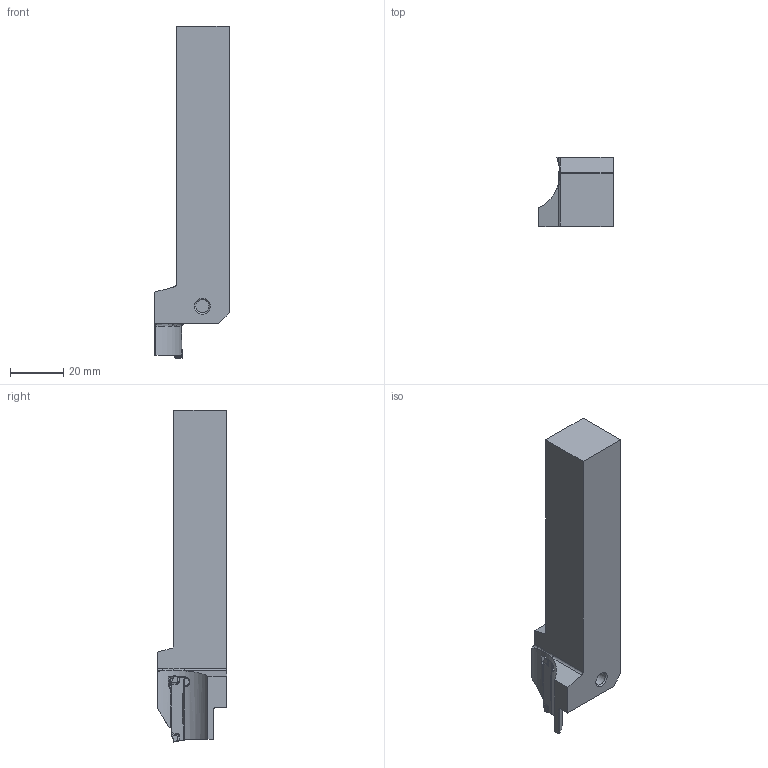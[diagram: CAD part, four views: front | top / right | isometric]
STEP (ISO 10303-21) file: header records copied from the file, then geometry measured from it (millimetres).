
FILE_DESCRIPTION(/* description */ (''),/* implementation_level */ '2;1');
FILE_NAME(/* name */ 'GL3-S2020KFR-12-L035027_204659398_SIM.stp',/* time_stamp */ '2023-05-22T12:40:18+02:00',/* author */ (''),/* organization */ (''),/* preprocessor_version */ 'ST-DEVELOPER v16.7',/* originating_system */ 'SIEMENS PLM Software NX 12.0',/* authorisation */ '');
FILE_SCHEMA (('AUTOMOTIVE_DESIGN { 1 0 10303 214 3 1 1 1 }'));
Length unit declared in the file: millimetre
Products named in the file (1): wq703FD4BE971jjo
Bounding box: 28.02 x 26 x 124.99 mm (x, y, z)
Volume: 48128 mm3; surface area: 11573 mm2
Topology: 2 solids, 2 shells, 296 faces, 767 edges, 466 vertices
Faces by surface type: bspline 127, cylinder 74, plane 72, extrusion 10, sphere 6, torus 5, cone 2
Full cylindrical faces by diameter (mm): 5 x1
Entity records: 11052 total; most frequent: CARTESIAN_POINT 5025, ORIENTED_EDGE 1500, DIRECTION 895, EDGE_CURVE 750, VERTEX_POINT 462, B_SPLINE_CURVE_WITH_KNOTS 336, AXIS2_PLACEMENT_3D 332, EDGE_LOOP 300
